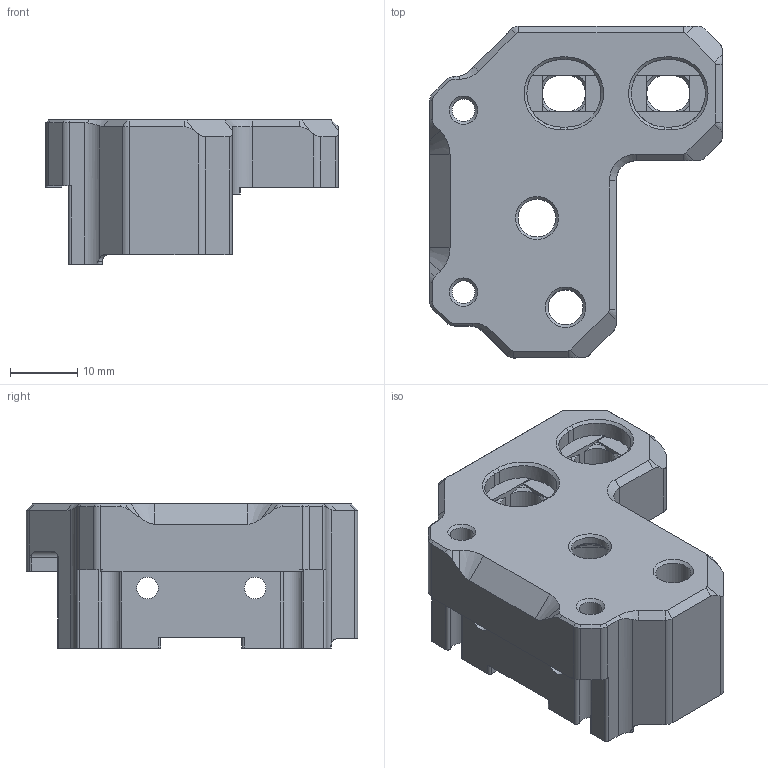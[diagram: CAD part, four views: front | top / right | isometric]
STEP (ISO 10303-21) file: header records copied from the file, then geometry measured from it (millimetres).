
FILE_DESCRIPTION(/* description */ (''),/* implementation_level */ '2;1');
FILE_NAME(/* name */ 'Printed_9mm_AWD_XY_joint_left_a.step',/* time_stamp */ '2025-12-12T09:31:03+03:00',/* author */ (''),/* organization */ (''),/* preprocessor_version */ 'ST-DEVELOPER v20.1',/* originating_system */ 'Autodesk Translation Framework v14.21.0.0',/* authorisation */ '');
FILE_SCHEMA (('AUTOMOTIVE_DESIGN { 1 0 10303 214 3 1 1 }'));
Length unit declared in the file: millimetre
Products named in the file (1): Printed_9mm_AWD_XY_joint_left_a
Bounding box: 43.4 x 49.24 x 21.4 mm (x, y, z)
Volume: 15753.6 mm3; surface area: 7493.4 mm2
Topology: 1 solids, 1 shells, 255 faces, 689 edges, 436 vertices
Faces by surface type: plane 122, cylinder 76, cone 44, torus 9, bspline 4
Full cylindrical faces by diameter (mm): 3.2 x2, 3.4 x2, 5.2 x1, 5.6 x1, 6 x2, 8 x1, 15.5 x1, 17 x1
Entity records: 8753 total; most frequent: CARTESIAN_POINT 2233, ORIENTED_EDGE 1374, DIRECTION 1371, EDGE_CURVE 687, AXIS2_PLACEMENT_3D 479, VERTEX_POINT 436, LINE 413, VECTOR 413
